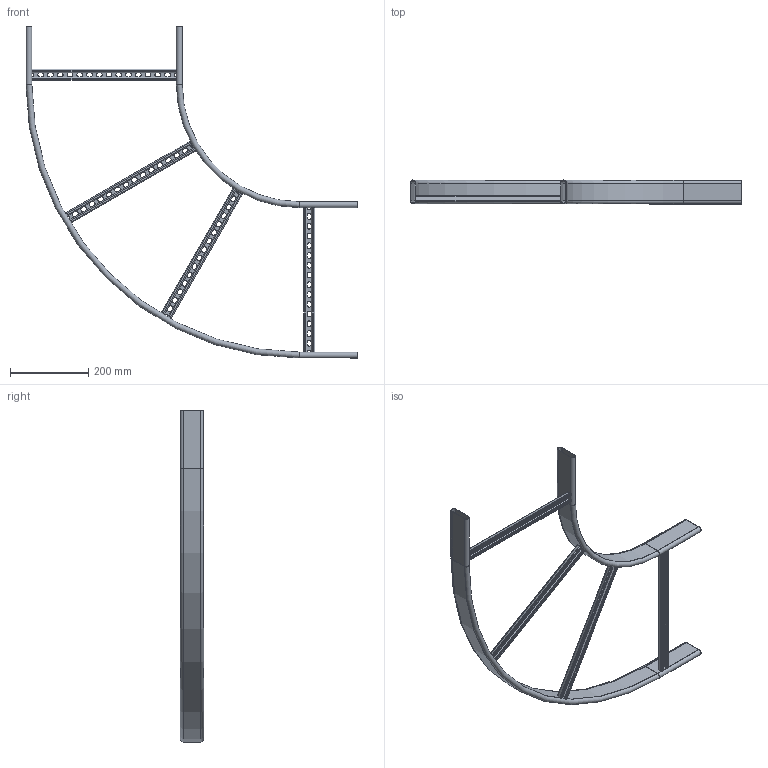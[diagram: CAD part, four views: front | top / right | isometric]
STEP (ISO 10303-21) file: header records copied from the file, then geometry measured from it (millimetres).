
FILE_DESCRIPTION (( 'STEP AP203' ), '1' );
FILE_NAME ('10-02-1414.STEP', '2013-05-02T09:43:16', ( 'asennus' ), ( '' ), 'SwSTEP 2.0', 'SolidWorks 2013', '' );
FILE_SCHEMA (( 'CONFIG_CONTROL_DESIGN' ));
Length unit declared in the file: millimetre
Products named in the file (1): 10-02-1414
Bounding box: 850 x 60 x 850 mm (x, y, z)
Volume: 380820.8 mm3; surface area: 768093.6 mm2
Topology: 6 solids, 6 shells, 516 faces, 1288 edges, 784 vertices
Faces by surface type: plane 308, cylinder 200, torus 8
Entity records: 15439 total; most frequent: DIRECTION 2722, CARTESIAN_POINT 2589, ORIENTED_EDGE 2576, EDGE_CURVE 1288, AXIS2_PLACEMENT_3D 917, VECTOR 888, LINE 888, VERTEX_POINT 784
